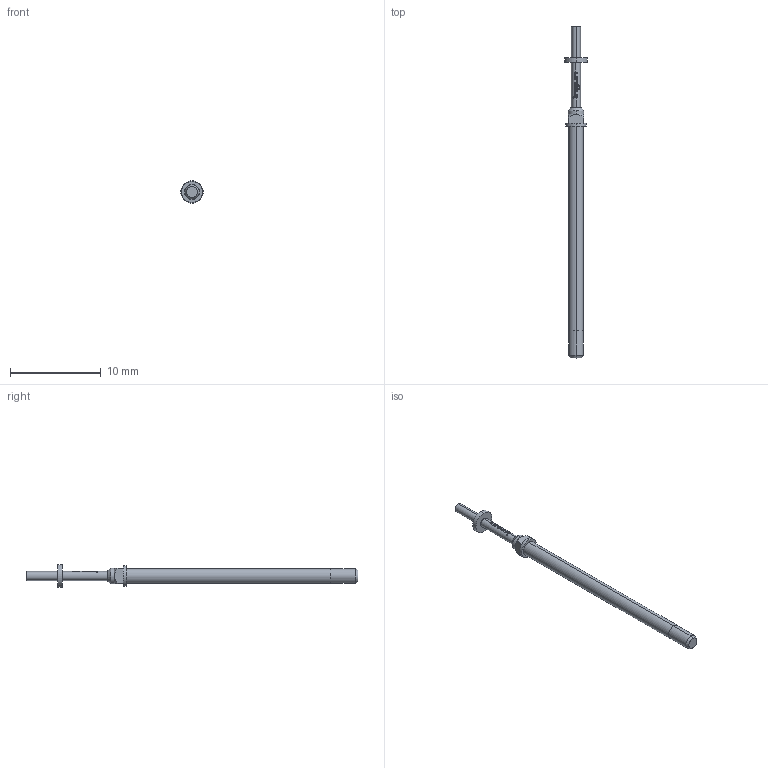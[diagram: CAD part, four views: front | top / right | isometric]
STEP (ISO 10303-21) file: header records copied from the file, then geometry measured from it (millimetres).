
FILE_DESCRIPTION (( 'STEP AP203' ), '1' );
FILE_NAME ('INGUN_T-112_302_100_350_250_X_xx02_M_0.STEP', '2019-02-28T09:16:29', ( '' ), ( '' ), 'SwSTEP 2.0', 'SolidWorks 2018', '' );
FILE_SCHEMA (( 'CONFIG_CONTROL_DESIGN' ));
Length unit declared in the file: millimetre
Products named in the file (1): INGUN_T-112_302_100_350_250_X_xx02_M_0
Bounding box: 2.5 x 36.5 x 2.5 mm (x, y, z)
Volume: 68.6 mm3; surface area: 189.8 mm2
Topology: 1 solids, 1 shells, 110 faces, 295 edges, 192 vertices
Faces by surface type: bspline 55, cylinder 24, plane 21, cone 10
Entity records: 4554 total; most frequent: CARTESIAN_POINT 2275, ORIENTED_EDGE 590, EDGE_CURVE 295, DIRECTION 237, B_SPLINE_CURVE_WITH_KNOTS 212, VERTEX_POINT 192, EDGE_LOOP 115, FACE_OUTER_BOUND 110
